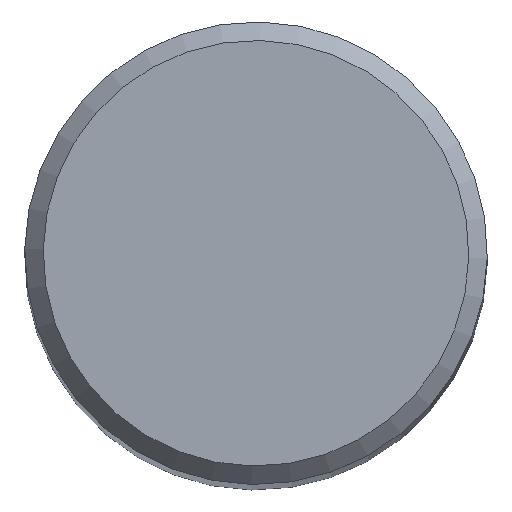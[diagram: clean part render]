
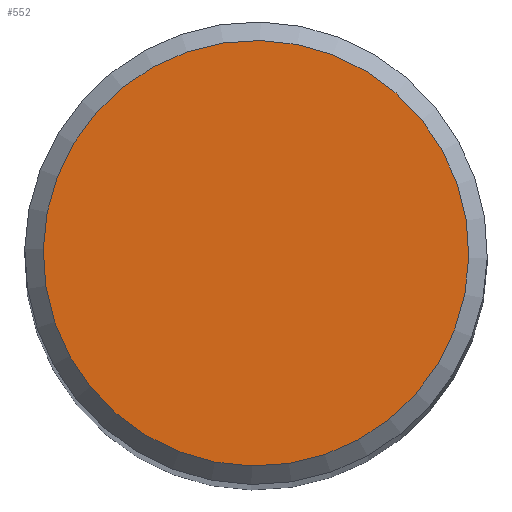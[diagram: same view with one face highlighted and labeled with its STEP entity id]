
A CAD part, top view. The second image highlights one B-rep face of the part: STEP entity #552.
In plain terms, the highlighted planar face has unit normal (0, 0, 1).
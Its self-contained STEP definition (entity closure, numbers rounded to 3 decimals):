
#271=PLANE('',#2362);
#552=ADVANCED_FACE('',(#706),#271,.F.);
#706=FACE_OUTER_BOUND('',#818,.T.);
#818=EDGE_LOOP('',(#1117));
#1117=ORIENTED_EDGE('',*,*,#1921,.F.);
#1705=VERTEX_POINT('',#3474);
#1921=EDGE_CURVE('',#1705,#1705,#2195,.T.);
#2195=CIRCLE('',#2361,11.495);
#2361=AXIS2_PLACEMENT_3D('',#3473,#2662,#2663);
#2362=AXIS2_PLACEMENT_3D('',#3475,#2664,#2665);
#2662=DIRECTION('',(0.,0.,-1.));
#2663=DIRECTION('',(-0.02,-1.,0.));
#2664=DIRECTION('',(0.,0.,-1.));
#2665=DIRECTION('',(-0.02,-1.,0.));
#3473=CARTESIAN_POINT('',(0.,0.,0.));
#3474=CARTESIAN_POINT('',(-0.231,-11.492,0.));
#3475=CARTESIAN_POINT('',(0.,0.,0.));
